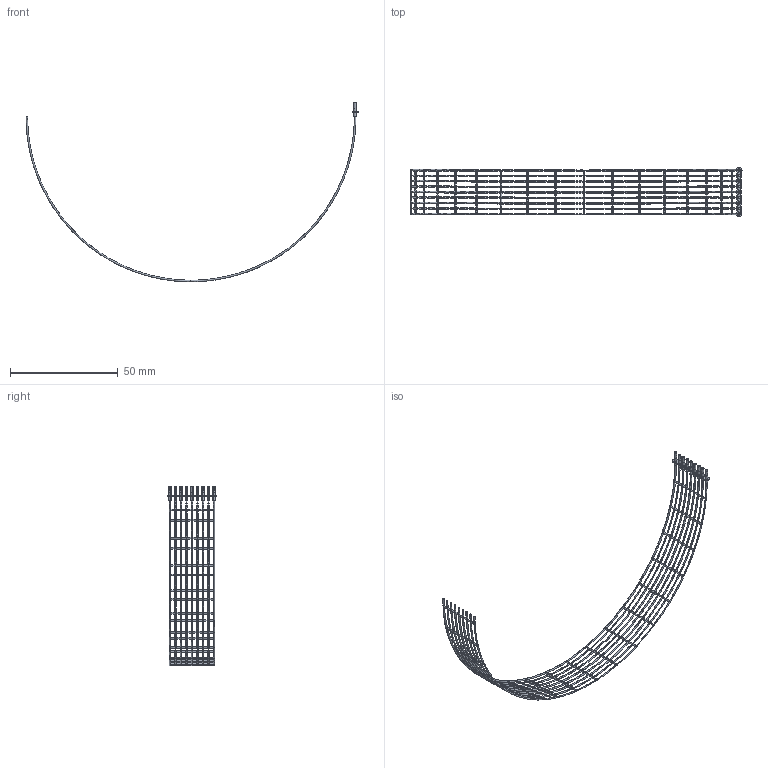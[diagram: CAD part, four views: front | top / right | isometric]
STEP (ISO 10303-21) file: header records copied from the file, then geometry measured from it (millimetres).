
FILE_DESCRIPTION (( 'STEP AP203' ), '1' );
FILE_NAME ('A2356-1-WR.STEP', '2013-11-18T21:32:41', ( '' ), ( '' ), 'SwSTEP 2.0', 'SolidWorks 2012', '' );
FILE_SCHEMA (( 'CONFIG_CONTROL_DESIGN' ));
Length unit declared in the file: inch
Products named in the file (1): A2356-1-WR
Bounding box: 154.14 x 22.99 x 83.43 mm (x, y, z)
Volume: 1005.7 mm3; surface area: 5618.6 mm2
Topology: 1 solids, 1 shells, 515 faces, 1893 edges, 1220 vertices
Faces by surface type: torus 324, cylinder 116, plane 75
Entity records: 28008 total; most frequent: CARTESIAN_POINT 12722, ORIENTED_EDGE 3786, DIRECTION 2637, EDGE_CURVE 1893, VERTEX_POINT 1220, AXIS2_PLACEMENT_3D 1179, B_SPLINE_CURVE_WITH_KNOTS 951, CIRCLE 663
